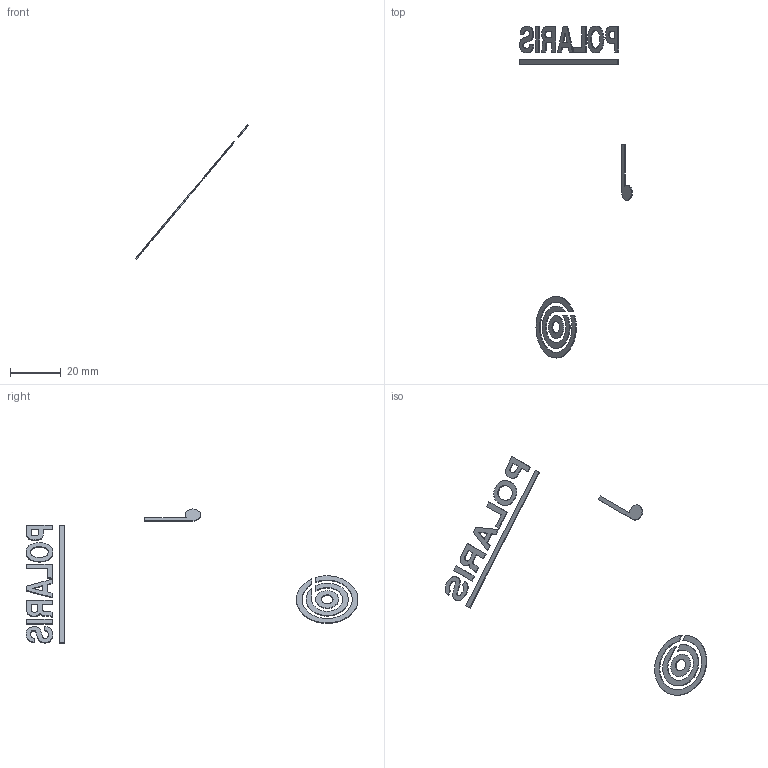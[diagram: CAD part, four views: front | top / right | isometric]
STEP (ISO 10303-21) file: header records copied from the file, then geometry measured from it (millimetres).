
FILE_DESCRIPTION (( 'STEP AP214' ), '1' );
FILE_NAME ('LCD_Box_Letters.STEP', '2024-12-08T11:09:51', ( '' ), ( '' ), 'SwSTEP 2.0', 'SolidWorks 2024', '' );
FILE_SCHEMA (( 'AUTOMOTIVE_DESIGN' ));
Length unit declared in the file: millimetre
Products named in the file (1): LCD_Box_Letters
Bounding box: 44.33 x 130.44 x 52.72 mm (x, y, z)
Volume: 301.9 mm3; surface area: 1814.6 mm2
Topology: 12 solids, 12 shells, 146 faces, 366 edges, 244 vertices
Faces by surface type: plane 80, bspline 48, cylinder 18
Entity records: 8142 total; most frequent: CARTESIAN_POINT 3181, ORIENTED_EDGE 732, DIRECTION 504, EDGE_CURVE 366, VERTEX_POINT 244, VECTOR 234, LINE 234, UNCERTAINTY_MEASURE_WITH_UNIT 159
